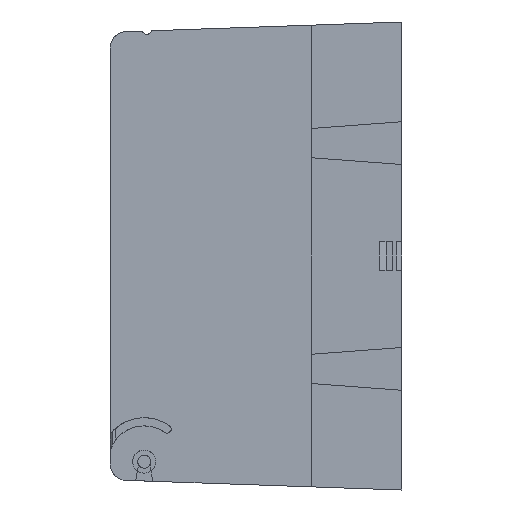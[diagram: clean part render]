
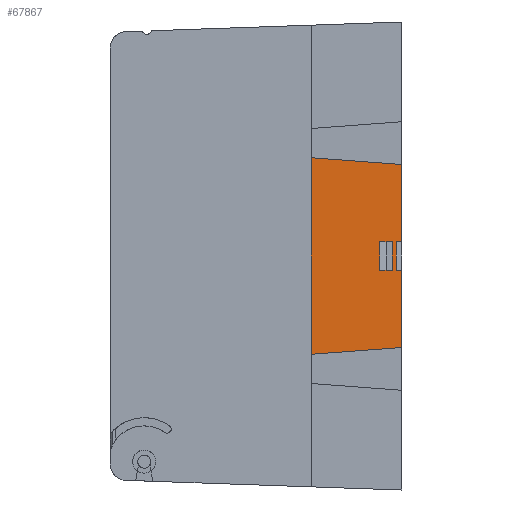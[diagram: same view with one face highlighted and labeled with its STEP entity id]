
A CAD part, left-side view. The second image highlights one B-rep face of the part: STEP entity #67867.
In plain terms, the highlighted planar face has unit normal (1, 0, 0).
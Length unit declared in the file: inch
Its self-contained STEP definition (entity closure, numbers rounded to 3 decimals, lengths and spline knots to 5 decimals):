
#386 = DIRECTION ( 'NONE',  ( 0., 0.997, -0.074 ) ) ;
#1754 = CARTESIAN_POINT ( 'NONE',  ( -3.945, 1.1, 6.44233 ) ) ;
#2384 = LINE ( 'NONE', #35781, #16662 ) ;
#2572 = VERTEX_POINT ( 'NONE', #60859 ) ;
#2664 = ORIENTED_EDGE ( 'NONE', *, *, #47057, .T. ) ;
#2780 = CARTESIAN_POINT ( 'NONE',  ( -3.945, 0.065, -0.175 ) ) ;
#3324 = DIRECTION ( 'NONE',  ( 0., 0., -1. ) ) ;
#4600 = CARTESIAN_POINT ( 'NONE',  ( -3.945, 0., -0.175 ) ) ;
#4819 = PLANE ( 'NONE',  #26590 ) ;
#5725 = DIRECTION ( 'NONE',  ( 0., 0., 1. ) ) ;
#6045 = EDGE_LOOP ( 'NONE', ( #53061, #49106, #32227, #30609 ) ) ;
#6089 = EDGE_CURVE ( 'NONE', #2572, #59513, #45706, .T. ) ;
#6158 = VERTEX_POINT ( 'NONE', #57166 ) ;
#6356 = VECTOR ( 'NONE', #9421, 39.37008 ) ;
#8914 = EDGE_LOOP ( 'NONE', ( #12035, #37960, #2664, #71647, #16165, #18830, #73454, #26657 ) ) ;
#9049 = VERTEX_POINT ( 'NONE', #70280 ) ;
#9421 = DIRECTION ( 'NONE',  ( 0., 1., 0. ) ) ;
#10641 = VERTEX_POINT ( 'NONE', #14972 ) ;
#12035 = ORIENTED_EDGE ( 'NONE', *, *, #62429, .F. ) ;
#13414 = LINE ( 'NONE', #26040, #45623 ) ;
#13499 = VECTOR ( 'NONE', #58990, 39.37008 ) ;
#14972 = CARTESIAN_POINT ( 'NONE',  ( -3.945, 0.26794, 0.175 ) ) ;
#16165 = ORIENTED_EDGE ( 'NONE', *, *, #6089, .T. ) ;
#16662 = VECTOR ( 'NONE', #65710, 39.37008 ) ;
#17336 = DIRECTION ( 'NONE',  ( 1., 0., 0. ) ) ;
#18298 = CARTESIAN_POINT ( 'NONE',  ( -3.945, 0., 0.175 ) ) ;
#18830 = ORIENTED_EDGE ( 'NONE', *, *, #19611, .T. ) ;
#19611 = EDGE_CURVE ( 'NONE', #59513, #40967, #13414, .T. ) ;
#19969 = LINE ( 'NONE', #64103, #52079 ) ;
#22083 = VECTOR ( 'NONE', #65293, 39.37008 ) ;
#22365 = LINE ( 'NONE', #55196, #68493 ) ;
#22563 = LINE ( 'NONE', #33572, #6356 ) ;
#22969 = LINE ( 'NONE', #77930, #53150 ) ;
#23440 = CARTESIAN_POINT ( 'NONE',  ( -3.945, 0.26794, 6.44233 ) ) ;
#25729 = EDGE_CURVE ( 'NONE', #2572, #63996, #35381, .T. ) ;
#26040 = CARTESIAN_POINT ( 'NONE',  ( -3.945, 0., 6.44233 ) ) ;
#26590 = AXIS2_PLACEMENT_3D ( 'NONE', #53471, #17336, #59500 ) ;
#26657 = ORIENTED_EDGE ( 'NONE', *, *, #44950, .T. ) ;
#27196 = VERTEX_POINT ( 'NONE', #54125 ) ;
#29689 = FACE_BOUND ( 'NONE', #6045, .T. ) ;
#30609 = ORIENTED_EDGE ( 'NONE', *, *, #31349, .T. ) ;
#31349 = EDGE_CURVE ( 'NONE', #27196, #10641, #47930, .T. ) ;
#32078 = DIRECTION ( 'NONE',  ( 0., 0., -1. ) ) ;
#32227 = ORIENTED_EDGE ( 'NONE', *, *, #71929, .T. ) ;
#32854 = VECTOR ( 'NONE', #44327, 39.37008 ) ;
#33524 = VECTOR ( 'NONE', #32078, 39.37008 ) ;
#33572 = CARTESIAN_POINT ( 'NONE',  ( -3.945, 0., 0.175 ) ) ;
#35381 = LINE ( 'NONE', #1754, #33524 ) ;
#35781 = CARTESIAN_POINT ( 'NONE',  ( -3.945, 0., -0.175 ) ) ;
#37544 = EDGE_CURVE ( 'NONE', #6158, #9049, #2384, .T. ) ;
#37960 = ORIENTED_EDGE ( 'NONE', *, *, #68742, .T. ) ;
#38280 = CARTESIAN_POINT ( 'NONE',  ( -3.945, 0., -0.175 ) ) ;
#38644 = CARTESIAN_POINT ( 'NONE',  ( -3.945, 1.1, -1.19653 ) ) ;
#39777 = EDGE_CURVE ( 'NONE', #40967, #58248, #22563, .T. ) ;
#40326 = CARTESIAN_POINT ( 'NONE',  ( -3.945, 0., 1.115 ) ) ;
#40967 = VERTEX_POINT ( 'NONE', #18298 ) ;
#42893 = CARTESIAN_POINT ( 'NONE',  ( -3.945, 0., -1.115 ) ) ;
#43814 = FACE_OUTER_BOUND ( 'NONE', #8914, .T. ) ;
#44327 = DIRECTION ( 'NONE',  ( 0., 1., 0. ) ) ;
#44950 = EDGE_CURVE ( 'NONE', #58248, #51036, #22365, .T. ) ;
#45623 = VECTOR ( 'NONE', #68062, 39.37008 ) ;
#45706 = LINE ( 'NONE', #59008, #13499 ) ;
#47057 = EDGE_CURVE ( 'NONE', #50144, #63996, #49928, .T. ) ;
#47930 = LINE ( 'NONE', #63671, #61997 ) ;
#48024 = VECTOR ( 'NONE', #386, 39.37008 ) ;
#48865 = LINE ( 'NONE', #38280, #32854 ) ;
#49106 = ORIENTED_EDGE ( 'NONE', *, *, #37544, .T. ) ;
#49254 = CARTESIAN_POINT ( 'NONE',  ( -3.945, 0.065, 0.175 ) ) ;
#49928 = LINE ( 'NONE', #42893, #48024 ) ;
#50144 = VERTEX_POINT ( 'NONE', #68418 ) ;
#51036 = VERTEX_POINT ( 'NONE', #2780 ) ;
#52079 = VECTOR ( 'NONE', #3324, 39.37008 ) ;
#52100 = VERTEX_POINT ( 'NONE', #4600 ) ;
#53061 = ORIENTED_EDGE ( 'NONE', *, *, #67876, .T. ) ;
#53150 = VECTOR ( 'NONE', #5725, 39.37008 ) ;
#53471 = CARTESIAN_POINT ( 'NONE',  ( -3.945, 0., 6.44233 ) ) ;
#54125 = CARTESIAN_POINT ( 'NONE',  ( -3.945, 0.115, 0.175 ) ) ;
#55196 = CARTESIAN_POINT ( 'NONE',  ( -3.945, 0.065, 6.44233 ) ) ;
#57166 = CARTESIAN_POINT ( 'NONE',  ( -3.945, 0.26794, -0.175 ) ) ;
#58248 = VERTEX_POINT ( 'NONE', #49254 ) ;
#58990 = DIRECTION ( 'NONE',  ( 0., -0.997, -0.074 ) ) ;
#59008 = CARTESIAN_POINT ( 'NONE',  ( -3.945, 1.1, 1.19653 ) ) ;
#59500 = DIRECTION ( 'NONE',  ( 0., 0., -1. ) ) ;
#59513 = VERTEX_POINT ( 'NONE', #40326 ) ;
#60859 = CARTESIAN_POINT ( 'NONE',  ( -3.945, 1.1, 1.19653 ) ) ;
#61252 = DIRECTION ( 'NONE',  ( 0., 0., -1. ) ) ;
#61997 = VECTOR ( 'NONE', #75671, 39.37008 ) ;
#62429 = EDGE_CURVE ( 'NONE', #52100, #51036, #48865, .T. ) ;
#63671 = CARTESIAN_POINT ( 'NONE',  ( -3.945, 0., 0.175 ) ) ;
#63996 = VERTEX_POINT ( 'NONE', #38644 ) ;
#64103 = CARTESIAN_POINT ( 'NONE',  ( -3.945, 0., 6.44233 ) ) ;
#65293 = DIRECTION ( 'NONE',  ( 0., 0., -1. ) ) ;
#65710 = DIRECTION ( 'NONE',  ( 0., -1., 0. ) ) ;
#67867 = ADVANCED_FACE ( 'NONE', ( #29689, #43814 ), #4819, .T. ) ;
#67876 = EDGE_CURVE ( 'NONE', #10641, #6158, #68202, .T. ) ;
#68062 = DIRECTION ( 'NONE',  ( 0., 0., -1. ) ) ;
#68202 = LINE ( 'NONE', #23440, #22083 ) ;
#68418 = CARTESIAN_POINT ( 'NONE',  ( -3.945, 0., -1.115 ) ) ;
#68493 = VECTOR ( 'NONE', #61252, 39.37008 ) ;
#68742 = EDGE_CURVE ( 'NONE', #52100, #50144, #19969, .T. ) ;
#70280 = CARTESIAN_POINT ( 'NONE',  ( -3.945, 0.115, -0.175 ) ) ;
#71647 = ORIENTED_EDGE ( 'NONE', *, *, #25729, .F. ) ;
#71929 = EDGE_CURVE ( 'NONE', #9049, #27196, #22969, .T. ) ;
#73454 = ORIENTED_EDGE ( 'NONE', *, *, #39777, .T. ) ;
#75671 = DIRECTION ( 'NONE',  ( 0., 1., 0. ) ) ;
#77930 = CARTESIAN_POINT ( 'NONE',  ( -3.945, 0.115, 6.44233 ) ) ;
